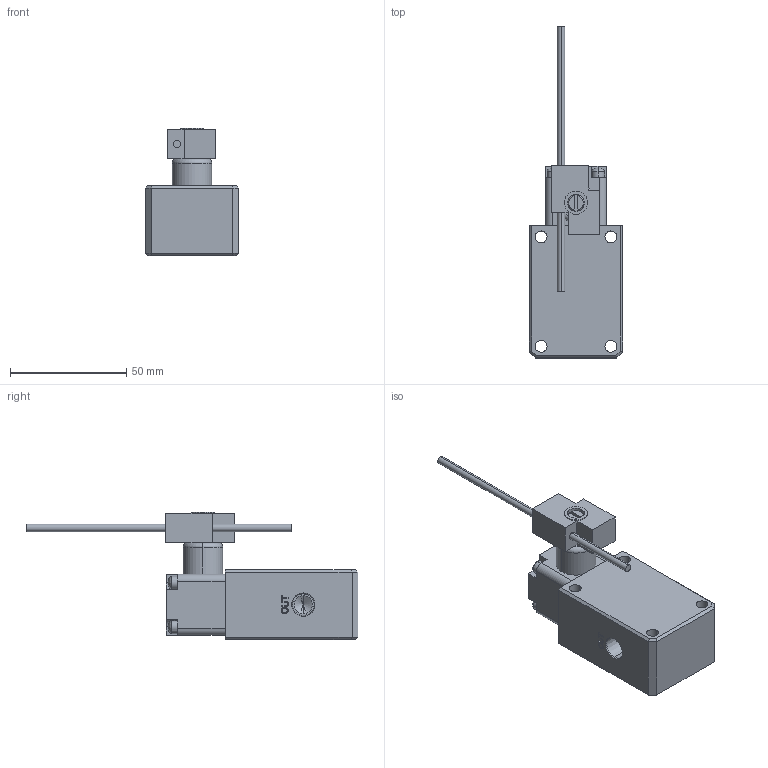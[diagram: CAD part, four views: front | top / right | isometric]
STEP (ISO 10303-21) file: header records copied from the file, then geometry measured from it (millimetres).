
FILE_DESCRIPTION (( 'STEP AP214' ), '1' );
FILE_NAME ('VM830-01-14.step.step', '2012-01-05T03:23:21', ( 'SysAdmin' ), ( 'SolidWorks' ), 'SwSTEP 2.0', 'SolidWorks 2012', '' );
FILE_SCHEMA (( 'AUTOMOTIVE_DESIGN' ));
Length unit declared in the file: millimetre
Products named in the file (3): VM830-01-14.step_VM800 BASE_Lever; VM830-01-14.step; VM830-01-14.step_VM-14F
Assembly tree (2 placements, depth 2):
  VM830-01-14.step
    VM830-01-14.step_VM800 BASE_Lever
    VM830-01-14.step_VM-14F
Bounding box: 40 x 142.6 x 54.7 mm (x, y, z)
Volume: 88786.3 mm3; surface area: 21580.7 mm2
Topology: 2 solids, 6 shells, 279 faces, 676 edges, 424 vertices
Faces by surface type: plane 134, cylinder 66, bspline 40, cone 37, torus 2
Entity records: 11438 total; most frequent: CARTESIAN_POINT 3662, ORIENTED_EDGE 1308, DIRECTION 1235, EDGE_CURVE 654, VERTEX_POINT 424, AXIS2_PLACEMENT_3D 413, VECTOR 409, LINE 409
